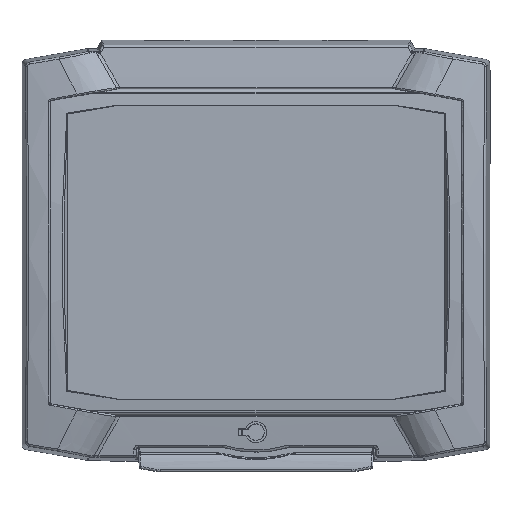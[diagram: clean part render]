
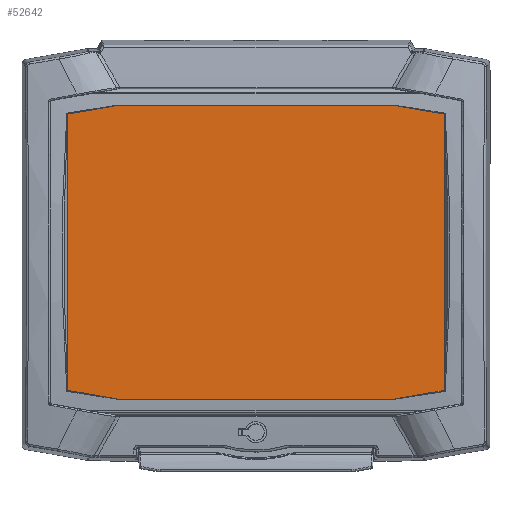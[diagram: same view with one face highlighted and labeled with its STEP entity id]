
A CAD part, top view. The second image highlights one B-rep face of the part: STEP entity #52642.
In plain terms, the highlighted planar face has unit normal (0, 0, 1).
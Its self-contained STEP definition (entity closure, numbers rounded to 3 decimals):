
#4883=LINE('',#123388,#9116);
#4888=LINE('',#123431,#9121);
#4911=LINE('',#123784,#9144);
#4912=LINE('',#123863,#9145);
#4915=LINE('',#123980,#9148);
#4916=LINE('',#124059,#9149);
#4918=LINE('',#124064,#9151);
#4919=LINE('',#124065,#9152);
#9116=VECTOR('',#69837,117.418);
#9121=VECTOR('',#69850,117.418);
#9144=VECTOR('',#70001,21.832);
#9145=VECTOR('',#70010,21.832);
#9148=VECTOR('',#70025,21.832);
#9149=VECTOR('',#70034,21.832);
#9151=VECTOR('',#70042,117.);
#9152=VECTOR('',#70043,117.);
#11188=PLANE('',#57485);
#15141=FACE_OUTER_BOUND('',#18283,.T.);
#18283=EDGE_LOOP('',(#44983,#44984,#44985,#44986,#44987,#44988,#44989,#44990));
#24247=VERTEX_POINT('',#123385);
#24248=VERTEX_POINT('',#123387);
#24255=VERTEX_POINT('',#123428);
#24256=VERTEX_POINT('',#123430);
#24279=VERTEX_POINT('',#123782);
#24281=VERTEX_POINT('',#123862);
#24286=VERTEX_POINT('',#123978);
#24288=VERTEX_POINT('',#124058);
#31219=EDGE_CURVE('',#24247,#24248,#4883,.T.);
#31228=EDGE_CURVE('',#24255,#24256,#4888,.T.);
#31281=EDGE_CURVE('',#24279,#24255,#4911,.T.);
#31285=EDGE_CURVE('',#24248,#24281,#4912,.T.);
#31294=EDGE_CURVE('',#24286,#24247,#4915,.T.);
#31298=EDGE_CURVE('',#24256,#24288,#4916,.T.);
#31300=EDGE_CURVE('',#24281,#24279,#4918,.T.);
#31301=EDGE_CURVE('',#24288,#24286,#4919,.T.);
#44983=ORIENTED_EDGE('',*,*,#31228,.F.);
#44984=ORIENTED_EDGE('',*,*,#31281,.F.);
#44985=ORIENTED_EDGE('',*,*,#31300,.F.);
#44986=ORIENTED_EDGE('',*,*,#31285,.F.);
#44987=ORIENTED_EDGE('',*,*,#31219,.F.);
#44988=ORIENTED_EDGE('',*,*,#31294,.F.);
#44989=ORIENTED_EDGE('',*,*,#31301,.F.);
#44990=ORIENTED_EDGE('',*,*,#31298,.F.);
#52642=ADVANCED_FACE('',(#15141),#11188,.T.);
#57485=AXIS2_PLACEMENT_3D('',#124063,#70040,#70041);
#69837=DIRECTION('',(0.,-1.,0.));
#69850=DIRECTION('',(0.,1.,0.));
#70001=DIRECTION('',(-0.985,0.174,0.));
#70010=DIRECTION('',(-0.985,-0.174,0.));
#70025=DIRECTION('',(0.985,-0.174,0.));
#70034=DIRECTION('',(0.985,0.174,0.));
#70040=DIRECTION('center_axis',(0.,0.,1.));
#70041=DIRECTION('ref_axis',(1.,0.,0.));
#70042=DIRECTION('',(-1.,0.,0.));
#70043=DIRECTION('',(1.,0.,0.));
#123385=CARTESIAN_POINT('',(80.,58.709,9.2));
#123387=CARTESIAN_POINT('',(80.,-58.709,9.2));
#123388=CARTESIAN_POINT('',(80.,58.709,9.2));
#123428=CARTESIAN_POINT('',(-80.,-58.709,9.2));
#123430=CARTESIAN_POINT('',(-80.,58.709,9.2));
#123431=CARTESIAN_POINT('',(-80.,-58.709,9.2));
#123782=CARTESIAN_POINT('',(-58.5,-62.5,9.2));
#123784=CARTESIAN_POINT('',(-58.5,-62.5,9.2));
#123862=CARTESIAN_POINT('',(58.5,-62.5,9.2));
#123863=CARTESIAN_POINT('',(80.,-58.709,9.2));
#123978=CARTESIAN_POINT('',(58.5,62.5,9.2));
#123980=CARTESIAN_POINT('',(58.5,62.5,9.2));
#124058=CARTESIAN_POINT('',(-58.5,62.5,9.2));
#124059=CARTESIAN_POINT('',(-80.,58.709,9.2));
#124063=CARTESIAN_POINT('Origin',(0.,0.,9.2));
#124064=CARTESIAN_POINT('',(58.5,-62.5,9.2));
#124065=CARTESIAN_POINT('',(-58.5,62.5,9.2));
